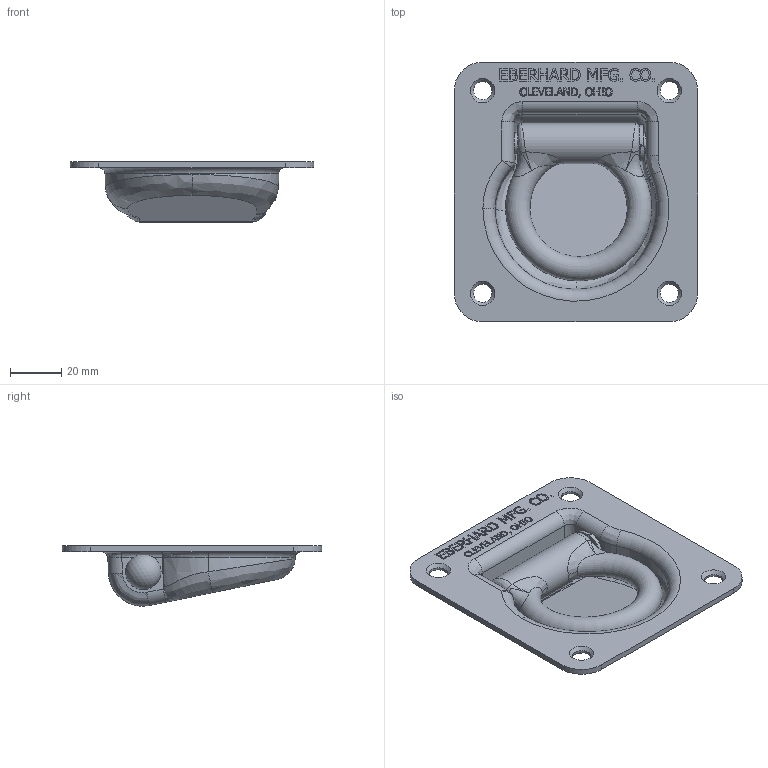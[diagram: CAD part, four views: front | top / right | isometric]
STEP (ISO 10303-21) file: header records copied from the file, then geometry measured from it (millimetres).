
FILE_DESCRIPTION((''),'2;1');
FILE_NAME('172.stp','2012-12-05T09:29:41',('fredp'),(''),'Autodesk Inventor 2013','Autodesk Inventor 2013','');
FILE_SCHEMA(('AUTOMOTIVE_DESIGN { 1 0 10303 214 1 1 1 1 }'));
Length unit declared in the file: inch
Products named in the file (1): 172
Bounding box: 95.25 x 101.6 x 23.59 mm (x, y, z)
Volume: 46202.7 mm3; surface area: 34858.2 mm2
Topology: 4 solids, 4 shells, 527 faces, 1372 edges, 889 vertices
Faces by surface type: plane 297, bspline 190, cylinder 26, cone 8, torus 5, sphere 1
Full cylindrical faces by diameter (mm): 7.137 x4, 7.925 x1, 8.331 x2, 8.636 x1, 10.16 x1, 15.85 x1
Entity records: 20986 total; most frequent: CARTESIAN_POINT 9394, ORIENTED_EDGE 2702, DIRECTION 1690, EDGE_CURVE 1351, VERTEX_POINT 889, VECTOR 876, LINE 876, EDGE_LOOP 600
